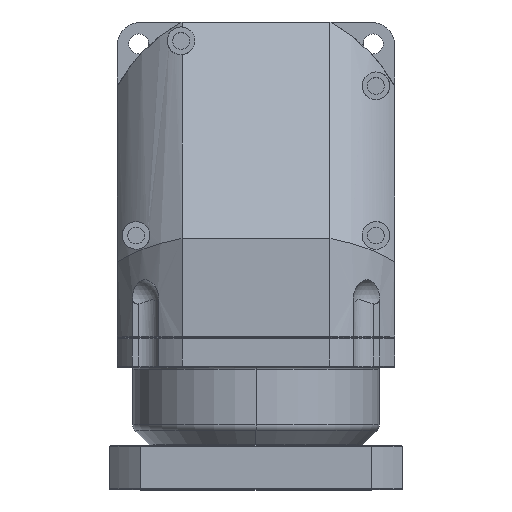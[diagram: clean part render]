
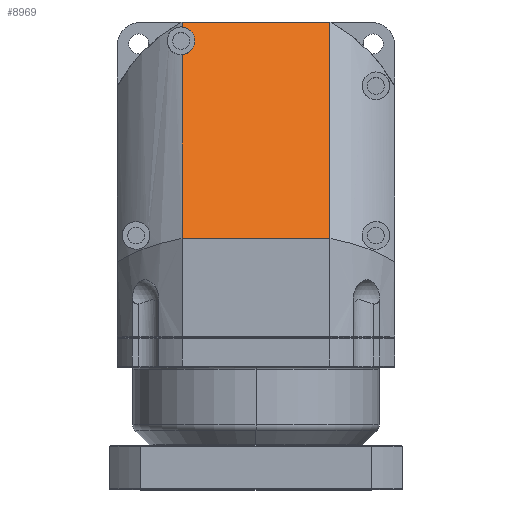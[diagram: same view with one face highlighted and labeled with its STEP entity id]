
A CAD part, top view. The second image highlights one B-rep face of the part: STEP entity #8969.
In plain terms, the highlighted face is planar.
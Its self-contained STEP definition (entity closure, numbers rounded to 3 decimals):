
#4699=CARTESIAN_POINT('',(28.,-90.,48.));
#5093=DIRECTION('',(0.,0.,-1.));
#5094=VECTOR('',#5093,96.);
#5095=CARTESIAN_POINT('',(28.,-90.,48.));
#5096=LINE('',#5095,#5094);
#5097=CARTESIAN_POINT('',(10.236,-68.83,48.));
#5098=CARTESIAN_POINT('',(10.256,-68.853,47.661));
#5099=CARTESIAN_POINT('',(10.295,-68.9,47.326));
#5100=CARTESIAN_POINT('',(10.373,-68.993,46.768));
#5101=CARTESIAN_POINT('',(10.472,-69.11,46.292));
#5102=CARTESIAN_POINT('',(10.589,-69.251,45.821));
#5103=CARTESIAN_POINT('',(10.746,-69.438,45.296));
#5104=CARTESIAN_POINT('',(10.942,-69.672,44.756));
#5105=CARTESIAN_POINT('',(11.178,-69.952,44.217));
#5106=CARTESIAN_POINT('',(11.413,-70.233,43.752));
#5107=CARTESIAN_POINT('',(11.727,-70.607,43.206));
#5108=CARTESIAN_POINT('',(12.12,-71.074,42.629));
#5109=CARTESIAN_POINT('',(12.59,-71.636,42.056));
#5110=CARTESIAN_POINT('',(13.061,-72.197,41.572));
#5111=CARTESIAN_POINT('',(13.532,-72.758,41.16));
#5112=CARTESIAN_POINT('',(14.16,-73.506,40.694));
#5113=CARTESIAN_POINT('',(14.945,-74.441,40.245));
#5114=CARTESIAN_POINT('',(15.887,-75.564,39.879));
#5115=CARTESIAN_POINT('',(16.828,-76.686,39.667));
#5116=CARTESIAN_POINT('',(17.77,-77.808,39.597));
#5117=CARTESIAN_POINT('',(18.712,-78.931,39.667));
#5118=CARTESIAN_POINT('',(19.654,-80.053,39.879));
#5119=CARTESIAN_POINT('',(20.595,-81.175,40.245));
#5120=CARTESIAN_POINT('',(21.38,-82.111,40.694));
#5121=CARTESIAN_POINT('',(22.008,-82.859,41.16));
#5122=CARTESIAN_POINT('',(22.479,-83.42,41.572));
#5123=CARTESIAN_POINT('',(22.95,-83.981,42.056));
#5124=CARTESIAN_POINT('',(23.421,-84.542,42.629));
#5125=CARTESIAN_POINT('',(23.813,-85.01,43.206));
#5126=CARTESIAN_POINT('',(24.127,-85.384,43.752));
#5127=CARTESIAN_POINT('',(24.362,-85.665,44.217));
#5128=CARTESIAN_POINT('',(24.598,-85.945,44.756));
#5129=CARTESIAN_POINT('',(24.794,-86.179,45.296));
#5130=CARTESIAN_POINT('',(24.951,-86.366,45.821));
#5131=CARTESIAN_POINT('',(25.069,-86.506,46.292));
#5132=CARTESIAN_POINT('',(25.167,-86.623,46.768));
#5133=CARTESIAN_POINT('',(25.245,-86.717,47.326));
#5134=CARTESIAN_POINT('',(25.284,-86.764,47.661));
#5135=CARTESIAN_POINT('',(25.304,-86.787,48.));
#5137=DIRECTION('',(0.643,-0.766,0.));
#5138=VECTOR('',#5137,4.194);
#5139=CARTESIAN_POINT('',(25.304,-86.787,48.));
#5140=LINE('',#5139,#5138);
#5141=DIRECTION('',(-0.643,0.766,0.));
#5142=VECTOR('',#5141,183.575);
#5143=CARTESIAN_POINT('',(28.,-90.,-48.));
#5144=LINE('',#5143,#5142);
#5145=DIRECTION('',(0.643,-0.766,0.));
#5146=VECTOR('',#5145,155.94);
#5147=CARTESIAN_POINT('',(-90.,50.627,48.));
#5148=LINE('',#5147,#5146);
#5219=CARTESIAN_POINT('',(-90.,50.627,48.));
#5892=DIRECTION('',(0.,0.,1.));
#5893=VECTOR('',#5892,96.);
#5894=CARTESIAN_POINT('',(-90.,50.627,-48.));
#5895=LINE('',#5894,#5893);
#7276=VERTEX_POINT('',#5097);
#7277=VERTEX_POINT('',#5135);
#7318=VERTEX_POINT('',#5219);
#7319=VERTEX_POINT('',#4699);
#7324=CARTESIAN_POINT('',(28.,-90.,-48.));
#7325=CARTESIAN_POINT('',(-90.,50.627,-48.));
#7326=VERTEX_POINT('',#7324);
#7327=VERTEX_POINT('',#7325);
#8951=CARTESIAN_POINT('',(28.,-90.,129.));
#8952=DIRECTION('',(0.766,0.643,0.));
#8953=DIRECTION('',(-0.643,0.766,0.));
#8954=AXIS2_PLACEMENT_3D('',#8951,#8952,#8953);
#8955=PLANE('',#8954);
#8957=ORIENTED_EDGE('',*,*,#8956,.T.);
#8959=ORIENTED_EDGE('',*,*,#8958,.T.);
#8960=ORIENTED_EDGE('',*,*,#8944,.T.);
#8962=ORIENTED_EDGE('',*,*,#8961,.T.);
#8964=ORIENTED_EDGE('',*,*,#8963,.T.);
#8966=ORIENTED_EDGE('',*,*,#8965,.T.);
#8967=EDGE_LOOP('',(#8957,#8959,#8960,#8962,#8964,#8966));
#8968=FACE_OUTER_BOUND('',#8967,.F.);
#8969=ADVANCED_FACE('',(#8968),#8955,.F.);
#5136=B_SPLINE_CURVE_WITH_KNOTS('',3,(#5097,#5098,#5099,#5100,#5101,#5102,#5103,
#5104,#5105,#5106,#5107,#5108,#5109,#5110,#5111,#5112,#5113,#5114,#5115,#5116,
#5117,#5118,#5119,#5120,#5121,#5122,#5123,#5124,#5125,#5126,#5127,#5128,#5129,
#5130,#5131,#5132,#5133,#5134,#5135),.UNSPECIFIED.,.F.,.F.,(4,1,1,1,1,1,1,1,1,1,
1,1,1,1,1,1,1,1,1,1,1,1,1,1,1,1,1,1,1,1,1,1,1,1,1,1,4),(0.,0.004,
0.008,0.016,0.023,0.031,0.047,0.063,0.078,0.094,
0.125,0.156,0.188,0.219,0.25,0.313,0.375,0.438,0.5,
0.563,0.625,0.688,0.75,0.781,0.813,0.844,0.875,0.906,
0.922,0.938,0.953,0.969,0.977,0.984,0.992,
0.996,1.),.UNSPECIFIED.);
#8944=EDGE_CURVE('',#7319,#7326,#5096,.T.);
#8956=EDGE_CURVE('',#7276,#7277,#5136,.T.);
#8958=EDGE_CURVE('',#7277,#7319,#5140,.T.);
#8961=EDGE_CURVE('',#7326,#7327,#5144,.T.);
#8963=EDGE_CURVE('',#7327,#7318,#5895,.T.);
#8965=EDGE_CURVE('',#7318,#7276,#5148,.T.);
